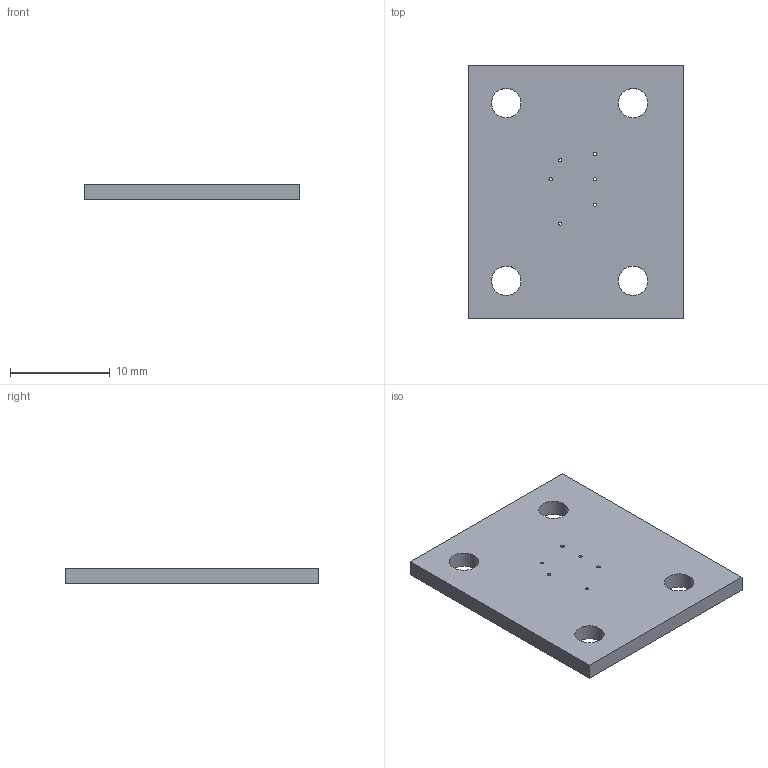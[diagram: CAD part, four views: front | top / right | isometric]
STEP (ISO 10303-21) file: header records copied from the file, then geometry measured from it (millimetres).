
FILE_DESCRIPTION(('for SolidWorks'),'2;1');
FILE_NAME('output.step','2016-05-23T09:38:01',('Andrew'),(''), 'Open CASCADE STEP processor 6.6','Diptrace','Unknown');
FILE_SCHEMA(('AUTOMOTIVE_DESIGN { 1 0 10303 214 1 1 1 1 }'));
Length unit declared in the file: millimetre
Products named in the file (2): PCB; Board
Assembly tree (1 placements, depth 2):
  PCB
    Board
Bounding box: 21.59 x 25.4 x 1.6 mm (x, y, z)
Volume: 833.1 mm3; surface area: 1260.8 mm2
Topology: 1 solids, 1 shells, 16 faces, 42 edges, 28 vertices
Faces by surface type: cylinder 10, plane 6
Full cylindrical faces by diameter (mm): 0.33 x6, 2.946 x4
Entity records: 583 total; most frequent: DIRECTION 98, CARTESIAN_POINT 88, ORIENTED_EDGE 84, EDGE_CURVE 42, AXIS2_PLACEMENT_3D 38, FACE_BOUND 36, EDGE_LOOP 36, VERTEX_POINT 28
